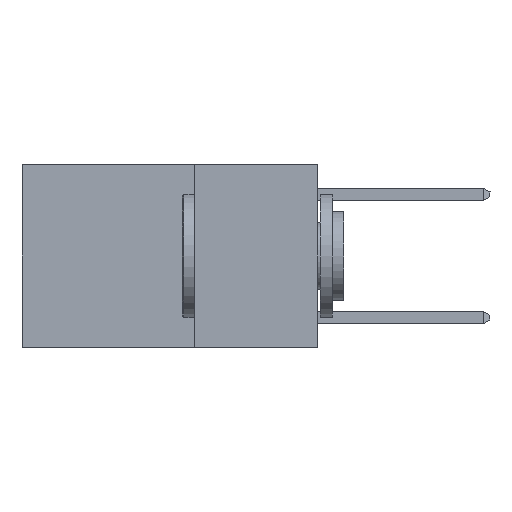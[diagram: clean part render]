
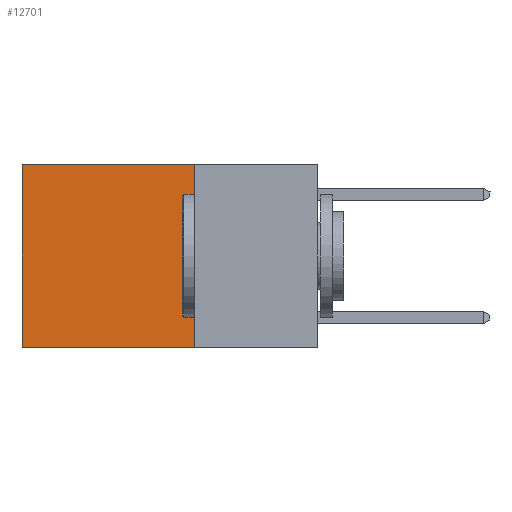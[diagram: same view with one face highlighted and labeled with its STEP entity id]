
A CAD part, left-side view. The second image highlights one B-rep face of the part: STEP entity #12701.
In plain terms, the highlighted planar face has unit normal (-1, 0, 0).
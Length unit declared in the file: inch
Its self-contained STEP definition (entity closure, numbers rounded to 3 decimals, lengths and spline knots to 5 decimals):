
#66 = VECTOR ( 'NONE', #15437, 39.37008 ) ;
#873 = VERTEX_POINT ( 'NONE', #5250 ) ;
#1461 = DIRECTION ( 'NONE',  ( 0., 1., 0. ) ) ;
#2038 = LINE ( 'NONE', #4514, #8726 ) ;
#2733 = CARTESIAN_POINT ( 'NONE',  ( 0.2625, 0.25, 0. ) ) ;
#3216 = CARTESIAN_POINT ( 'NONE',  ( 0.2625, 0.6, 0. ) ) ;
#3717 = CARTESIAN_POINT ( 'NONE',  ( 0.2625, 0.25, 0. ) ) ;
#4084 = DIRECTION ( 'NONE',  ( 0., 0., -1. ) ) ;
#4514 = CARTESIAN_POINT ( 'NONE',  ( 0.2625, 0.25, 0. ) ) ;
#4575 = DIRECTION ( 'NONE',  ( 0., 0., -1. ) ) ;
#4673 = VERTEX_POINT ( 'NONE', #13340 ) ;
#4693 = EDGE_CURVE ( 'NONE', #4673, #16981, #5192, .T. ) ;
#5192 = LINE ( 'NONE', #9456, #15764 ) ;
#5250 = CARTESIAN_POINT ( 'NONE',  ( 0.2625, 0.6, 0. ) ) ;
#6742 = PLANE ( 'NONE',  #7069 ) ;
#6765 = ORIENTED_EDGE ( 'NONE', *, *, #11687, .F. ) ;
#7069 = AXIS2_PLACEMENT_3D ( 'NONE', #2733, #12047, #4084 ) ;
#8118 = CARTESIAN_POINT ( 'NONE',  ( 0.2625, 0.6, -0.37 ) ) ;
#8323 = VECTOR ( 'NONE', #4575, 39.37008 ) ;
#8622 = VERTEX_POINT ( 'NONE', #3717 ) ;
#8726 = VECTOR ( 'NONE', #11128, 39.37008 ) ;
#8977 = EDGE_CURVE ( 'NONE', #8622, #873, #2038, .T. ) ;
#9005 = EDGE_CURVE ( 'NONE', #873, #16981, #15358, .T. ) ;
#9456 = CARTESIAN_POINT ( 'NONE',  ( 0.2625, 0.25, -0.37 ) ) ;
#10266 = LINE ( 'NONE', #14134, #66 ) ;
#10371 = ORIENTED_EDGE ( 'NONE', *, *, #9005, .T. ) ;
#10556 = ORIENTED_EDGE ( 'NONE', *, *, #4693, .F. ) ;
#10783 = ORIENTED_EDGE ( 'NONE', *, *, #8977, .T. ) ;
#11128 = DIRECTION ( 'NONE',  ( 0., 1., 0. ) ) ;
#11687 = EDGE_CURVE ( 'NONE', #8622, #4673, #10266, .T. ) ;
#12047 = DIRECTION ( 'NONE',  ( 1., 0., 0. ) ) ;
#12341 = FACE_OUTER_BOUND ( 'NONE', #16821, .T. ) ;
#12701 = ADVANCED_FACE ( 'NONE', ( #12341 ), #6742, .F. ) ;
#13340 = CARTESIAN_POINT ( 'NONE',  ( 0.2625, 0.25, -0.37 ) ) ;
#14134 = CARTESIAN_POINT ( 'NONE',  ( 0.2625, 0.25, 0. ) ) ;
#15358 = LINE ( 'NONE', #3216, #8323 ) ;
#15437 = DIRECTION ( 'NONE',  ( 0., 0., -1. ) ) ;
#15764 = VECTOR ( 'NONE', #1461, 39.37008 ) ;
#16821 = EDGE_LOOP ( 'NONE', ( #10371, #10556, #6765, #10783 ) ) ;
#16981 = VERTEX_POINT ( 'NONE', #8118 ) ;
